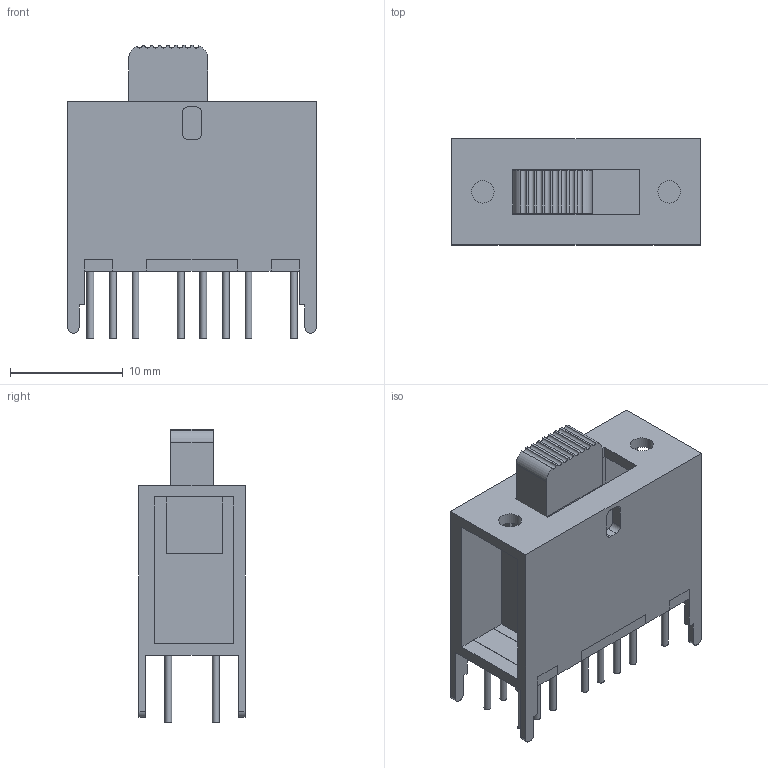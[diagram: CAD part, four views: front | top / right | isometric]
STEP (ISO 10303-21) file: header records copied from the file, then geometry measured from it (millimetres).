
FILE_DESCRIPTION(/* description */ (''),/* implementation_level */ '2;1');
FILE_NAME(/* name */ 'SS43D10_4P3T.step',/* time_stamp */ '2024-09-21T12:48:27+06:00',/* author */ (''),/* organization */ (''),/* preprocessor_version */ 'ST-DEVELOPER v20',/* originating_system */ 'Autodesk Translation Framework v13.14.0.145',/* authorisation */ '');
FILE_SCHEMA (('AUTOMOTIVE_DESIGN { 1 0 10303 214 3 1 1 }'));
Length unit declared in the file: millimetre
Products named in the file (1): SS43D10_4P3T
Bounding box: 22 x 9.4 x 26 mm (x, y, z)
Volume: 2217.7 mm3; surface area: 2642 mm2
Topology: 21 solids, 21 shells, 178 faces, 396 edges, 260 vertices
Faces by surface type: plane 138, cylinder 40
Full cylindrical faces by diameter (mm): 0.6 x16, 2 x2
Entity records: 4945 total; most frequent: CARTESIAN_POINT 835, DIRECTION 834, ORIENTED_EDGE 792, EDGE_CURVE 396, LINE 316, VECTOR 316, VERTEX_POINT 260, AXIS2_PLACEMENT_3D 259
